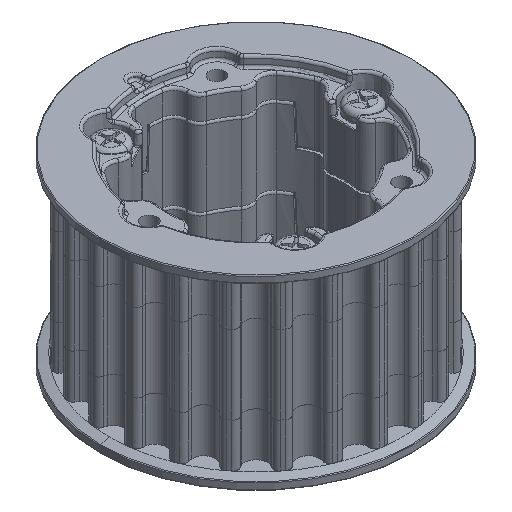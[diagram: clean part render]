
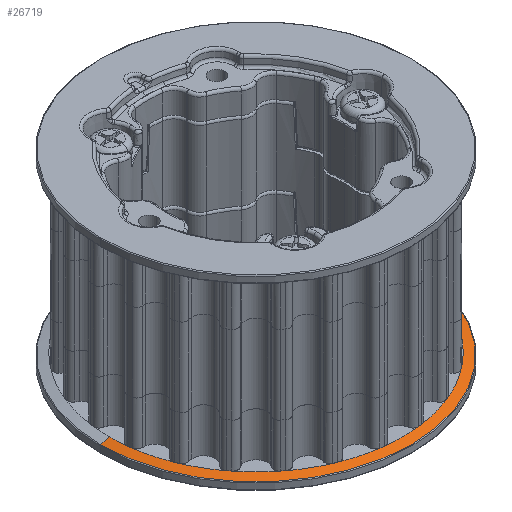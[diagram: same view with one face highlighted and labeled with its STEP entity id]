
A CAD part, isometric view. The second image highlights one B-rep face of the part: STEP entity #26719.
In plain terms, the highlighted conical face has half-angle 75 degrees and reference radius 23.696 mm.
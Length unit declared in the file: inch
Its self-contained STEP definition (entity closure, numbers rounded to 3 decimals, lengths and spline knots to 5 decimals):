
#736 = CARTESIAN_POINT ( 'NONE',  ( 0.93293, 0., 0.10937 ) ) ;
#1955 = CARTESIAN_POINT ( 'NONE',  ( 0.93293, 0., 0.10937 ) ) ;
#2139 = DIRECTION ( 'NONE',  ( 0., 0., -1. ) ) ;
#4847 = VERTEX_POINT ( 'NONE', #736 ) ;
#6043 = DIRECTION ( 'NONE',  ( -0.966, 0., 0.259 ) ) ;
#8203 = EDGE_CURVE ( 'NONE', #18940, #30143, #29970, .T. ) ;
#8320 = CARTESIAN_POINT ( 'NONE',  ( -0.98922, 0., 0.12446 ) ) ;
#8509 = CARTESIAN_POINT ( 'NONE',  ( -0.93293, 0., 0.10937 ) ) ;
#9220 = ORIENTED_EDGE ( 'NONE', *, *, #28087, .F. ) ;
#9941 = DIRECTION ( 'NONE',  ( -1., 0., 0. ) ) ;
#10655 = LINE ( 'NONE', #1955, #14604 ) ;
#10739 = CARTESIAN_POINT ( 'NONE',  ( -0.93293, 0., 0.10937 ) ) ;
#11393 = CARTESIAN_POINT ( 'NONE',  ( 0., 0., 0.10937 ) ) ;
#11464 = EDGE_LOOP ( 'NONE', ( #31209, #9220, #14376, #30278 ) ) ;
#13666 = AXIS2_PLACEMENT_3D ( 'NONE', #18997, #2139, #30488 ) ;
#14376 = ORIENTED_EDGE ( 'NONE', *, *, #20529, .T. ) ;
#14437 = CIRCLE ( 'NONE', #37397, 0.93293 ) ;
#14604 = VECTOR ( 'NONE', #36536, 39.37008 ) ;
#14977 = CARTESIAN_POINT ( 'NONE',  ( 0.98922, 0., 0.12446 ) ) ;
#18501 = EDGE_CURVE ( 'NONE', #19661, #30143, #31919, .T. ) ;
#18940 = VERTEX_POINT ( 'NONE', #14977 ) ;
#18997 = CARTESIAN_POINT ( 'NONE',  ( 0., 0., 0.12446 ) ) ;
#19661 = VERTEX_POINT ( 'NONE', #10739 ) ;
#20529 = EDGE_CURVE ( 'NONE', #4847, #18940, #10655, .T. ) ;
#22211 = AXIS2_PLACEMENT_3D ( 'NONE', #11393, #22937, #23495 ) ;
#22937 = DIRECTION ( 'NONE',  ( 0., 0., 1. ) ) ;
#23495 = DIRECTION ( 'NONE',  ( 1., 0., 0. ) ) ;
#24295 = CARTESIAN_POINT ( 'NONE',  ( 0., 0., 0.10937 ) ) ;
#26719 = ADVANCED_FACE ( 'NONE', ( #34816 ), #31842, .T. ) ;
#28087 = EDGE_CURVE ( 'NONE', #4847, #19661, #14437, .T. ) ;
#29970 = CIRCLE ( 'NONE', #13666, 0.98922 ) ;
#30139 = DIRECTION ( 'NONE',  ( 0., 0., -1. ) ) ;
#30143 = VERTEX_POINT ( 'NONE', #8320 ) ;
#30278 = ORIENTED_EDGE ( 'NONE', *, *, #8203, .T. ) ;
#30488 = DIRECTION ( 'NONE',  ( -1., 0., 0. ) ) ;
#31209 = ORIENTED_EDGE ( 'NONE', *, *, #18501, .F. ) ;
#31842 = CONICAL_SURFACE ( 'NONE', #22211, 0.93293, 1.309 ) ;
#31919 = LINE ( 'NONE', #8509, #33860 ) ;
#33860 = VECTOR ( 'NONE', #6043, 39.37008 ) ;
#34816 = FACE_OUTER_BOUND ( 'NONE', #11464, .T. ) ;
#36536 = DIRECTION ( 'NONE',  ( 0.966, 0., 0.259 ) ) ;
#37397 = AXIS2_PLACEMENT_3D ( 'NONE', #24295, #30139, #9941 ) ;
